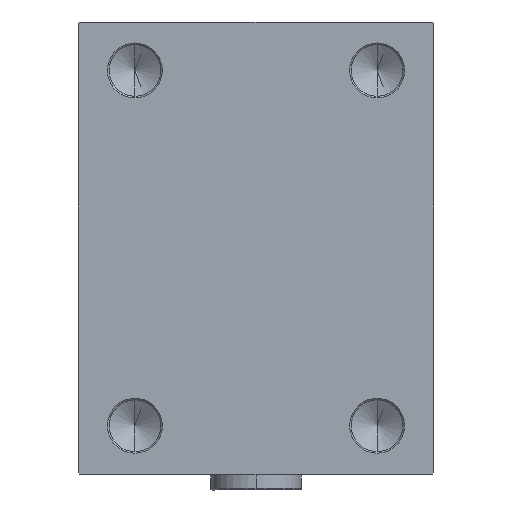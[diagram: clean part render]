
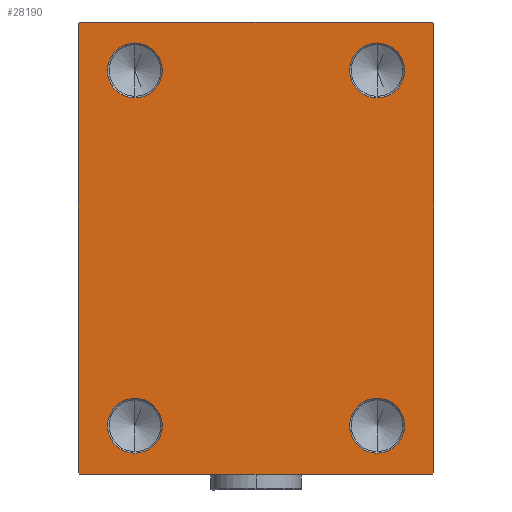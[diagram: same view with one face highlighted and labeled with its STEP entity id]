
A CAD part, left-side view. The second image highlights one B-rep face of the part: STEP entity #28190.
In plain terms, the highlighted face is planar.
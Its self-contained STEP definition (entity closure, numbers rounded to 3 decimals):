
#13 = AXIS2_PLACEMENT_3D ( 'NONE', #4683, #1144, #31051 ) ;
#216 = EDGE_CURVE ( 'NONE', #19691, #44034, #918, .T. ) ;
#290 = CARTESIAN_POINT ( 'NONE',  ( 133., 55., -69.5 ) ) ;
#649 = ORIENTED_EDGE ( 'NONE', *, *, #44326, .F. ) ;
#918 = CIRCLE ( 'NONE', #19749, 8.5 ) ;
#1111 = LINE ( 'NONE', #5343, #6503 ) ;
#1144 = DIRECTION ( 'NONE',  ( 1., 0., 0. ) ) ;
#1626 = EDGE_LOOP ( 'NONE', ( #649, #8972 ) ) ;
#1799 = DIRECTION ( 'NONE',  ( 0., -0.707, -0.707 ) ) ;
#1892 = VECTOR ( 'NONE', #33529, 1000. ) ;
#2546 = DIRECTION ( 'NONE',  ( 1., 0., 0. ) ) ;
#2908 = CARTESIAN_POINT ( 'NONE',  ( 133., 54.5, 70. ) ) ;
#2940 = LINE ( 'NONE', #34599, #36829 ) ;
#3184 = CARTESIAN_POINT ( 'NONE',  ( 133., -37.5, 55. ) ) ;
#3350 = VERTEX_POINT ( 'NONE', #2908 ) ;
#3757 = DIRECTION ( 'NONE',  ( 0., -1., 0. ) ) ;
#3770 = VERTEX_POINT ( 'NONE', #26075 ) ;
#3879 = CARTESIAN_POINT ( 'NONE',  ( 133., -37.5, -46.5 ) ) ;
#4475 = LINE ( 'NONE', #12498, #1892 ) ;
#4683 = CARTESIAN_POINT ( 'NONE',  ( 133., 37.5, -55. ) ) ;
#4906 = AXIS2_PLACEMENT_3D ( 'NONE', #19650, #34068, #41811 ) ;
#5135 = VECTOR ( 'NONE', #18757, 1000. ) ;
#5343 = CARTESIAN_POINT ( 'NONE',  ( 133., -62.25, 62.25 ) ) ;
#5646 = VERTEX_POINT ( 'NONE', #39619 ) ;
#6503 = VECTOR ( 'NONE', #1799, 1000. ) ;
#6673 = CARTESIAN_POINT ( 'NONE',  ( 133., 62.25, 62.25 ) ) ;
#7287 = VECTOR ( 'NONE', #24364, 1000. ) ;
#8032 = AXIS2_PLACEMENT_3D ( 'NONE', #35932, #32385, #21058 ) ;
#8353 = DIRECTION ( 'NONE',  ( 1., 0., 0. ) ) ;
#8454 = FACE_BOUND ( 'NONE', #1626, .T. ) ;
#8902 = EDGE_CURVE ( 'NONE', #14316, #5646, #44531, .T. ) ;
#8972 = ORIENTED_EDGE ( 'NONE', *, *, #11355, .F. ) ;
#9007 = VERTEX_POINT ( 'NONE', #40000 ) ;
#9377 = PLANE ( 'NONE',  #46413 ) ;
#9823 = ORIENTED_EDGE ( 'NONE', *, *, #216, .F. ) ;
#9979 = LINE ( 'NONE', #6673, #7287 ) ;
#10124 = VERTEX_POINT ( 'NONE', #43634 ) ;
#10704 = CIRCLE ( 'NONE', #22764, 8.5 ) ;
#11355 = EDGE_CURVE ( 'NONE', #33744, #3770, #42217, .T. ) ;
#11738 = VECTOR ( 'NONE', #30142, 1000. ) ;
#11799 = CIRCLE ( 'NONE', #20117, 8.5 ) ;
#11931 = ORIENTED_EDGE ( 'NONE', *, *, #23111, .T. ) ;
#11937 = LINE ( 'NONE', #15725, #11738 ) ;
#12360 = EDGE_CURVE ( 'NONE', #3350, #9007, #43653, .T. ) ;
#12498 = CARTESIAN_POINT ( 'NONE',  ( 133., 62.25, -62.25 ) ) ;
#12971 = CARTESIAN_POINT ( 'NONE',  ( 133., 55., 69.5 ) ) ;
#14316 = VERTEX_POINT ( 'NONE', #27904 ) ;
#14682 = CARTESIAN_POINT ( 'NONE',  ( 133., 37.5, 46.5 ) ) ;
#15051 = EDGE_LOOP ( 'NONE', ( #27537, #43764, #24077, #34082, #23738, #11931, #25210, #43758 ) ) ;
#15182 = VERTEX_POINT ( 'NONE', #37380 ) ;
#15725 = CARTESIAN_POINT ( 'NONE',  ( 133., -55., -70. ) ) ;
#15835 = EDGE_CURVE ( 'NONE', #10124, #42151, #10704, .T. ) ;
#18362 = ORIENTED_EDGE ( 'NONE', *, *, #43208, .F. ) ;
#18404 = CARTESIAN_POINT ( 'NONE',  ( 133., 55., 70. ) ) ;
#18754 = VERTEX_POINT ( 'NONE', #33762 ) ;
#18757 = DIRECTION ( 'NONE',  ( 0., 0., -1. ) ) ;
#19317 = CARTESIAN_POINT ( 'NONE',  ( 133., 0., 0. ) ) ;
#19321 = AXIS2_PLACEMENT_3D ( 'NONE', #29390, #8353, #28920 ) ;
#19448 = LINE ( 'NONE', #30332, #5135 ) ;
#19650 = CARTESIAN_POINT ( 'NONE',  ( 133., -37.5, -55. ) ) ;
#19691 = VERTEX_POINT ( 'NONE', #22647 ) ;
#19736 = DIRECTION ( 'NONE',  ( 1., 0., 0. ) ) ;
#19749 = AXIS2_PLACEMENT_3D ( 'NONE', #37679, #19736, #34153 ) ;
#20047 = CIRCLE ( 'NONE', #8032, 8.5 ) ;
#20117 = AXIS2_PLACEMENT_3D ( 'NONE', #36876, #25780, #43946 ) ;
#20416 = DIRECTION ( 'NONE',  ( 0., 0., 1. ) ) ;
#20533 = VERTEX_POINT ( 'NONE', #36612 ) ;
#20725 = ORIENTED_EDGE ( 'NONE', *, *, #42180, .F. ) ;
#21058 = DIRECTION ( 'NONE',  ( 0., 0., -1. ) ) ;
#22647 = CARTESIAN_POINT ( 'NONE',  ( 133., -37.5, -63.5 ) ) ;
#22651 = VERTEX_POINT ( 'NONE', #290 ) ;
#22764 = AXIS2_PLACEMENT_3D ( 'NONE', #35377, #2546, #41962 ) ;
#23111 = EDGE_CURVE ( 'NONE', #15182, #22651, #4475, .T. ) ;
#23538 = FACE_BOUND ( 'NONE', #32065, .T. ) ;
#23738 = ORIENTED_EDGE ( 'NONE', *, *, #28462, .T. ) ;
#23768 = DIRECTION ( 'NONE',  ( 1., 0., 0. ) ) ;
#23895 = VECTOR ( 'NONE', #31932, 1000. ) ;
#24077 = ORIENTED_EDGE ( 'NONE', *, *, #36139, .T. ) ;
#24364 = DIRECTION ( 'NONE',  ( 0., -0.707, 0.707 ) ) ;
#25210 = ORIENTED_EDGE ( 'NONE', *, *, #35920, .T. ) ;
#25780 = DIRECTION ( 'NONE',  ( 1., 0., 0. ) ) ;
#26075 = CARTESIAN_POINT ( 'NONE',  ( 133., 37.5, -46.5 ) ) ;
#26274 = ORIENTED_EDGE ( 'NONE', *, *, #8902, .F. ) ;
#27537 = ORIENTED_EDGE ( 'NONE', *, *, #12360, .T. ) ;
#27585 = EDGE_CURVE ( 'NONE', #44034, #19691, #38824, .T. ) ;
#27904 = CARTESIAN_POINT ( 'NONE',  ( 133., -37.5, 46.5 ) ) ;
#27963 = AXIS2_PLACEMENT_3D ( 'NONE', #3184, #46382, #31067 ) ;
#28190 = ADVANCED_FACE ( 'NONE', ( #45245, #40770, #23538, #8454, #37939 ), #9377, .T. ) ;
#28462 = EDGE_CURVE ( 'NONE', #18754, #15182, #11937, .T. ) ;
#28920 = DIRECTION ( 'NONE',  ( 0., 0., -1. ) ) ;
#28932 = CARTESIAN_POINT ( 'NONE',  ( 133., 37.5, -63.5 ) ) ;
#29390 = CARTESIAN_POINT ( 'NONE',  ( 133., -37.5, 55. ) ) ;
#30142 = DIRECTION ( 'NONE',  ( 0., 1., 0. ) ) ;
#30332 = CARTESIAN_POINT ( 'NONE',  ( 133., -55., 70. ) ) ;
#31051 = DIRECTION ( 'NONE',  ( 0., 0., -1. ) ) ;
#31067 = DIRECTION ( 'NONE',  ( 0., 0., -1. ) ) ;
#31932 = DIRECTION ( 'NONE',  ( 0., 0.707, -0.707 ) ) ;
#32065 = EDGE_LOOP ( 'NONE', ( #42064, #9823 ) ) ;
#32231 = EDGE_CURVE ( 'NONE', #20533, #18754, #46073, .T. ) ;
#32385 = DIRECTION ( 'NONE',  ( 1., 0., 0. ) ) ;
#33227 = VECTOR ( 'NONE', #3757, 1000. ) ;
#33529 = DIRECTION ( 'NONE',  ( 0., 0.707, 0.707 ) ) ;
#33728 = DIRECTION ( 'NONE',  ( 0., 0., -1. ) ) ;
#33744 = VERTEX_POINT ( 'NONE', #28932 ) ;
#33762 = CARTESIAN_POINT ( 'NONE',  ( 133., -54.5, -70. ) ) ;
#34068 = DIRECTION ( 'NONE',  ( 1., 0., 0. ) ) ;
#34082 = ORIENTED_EDGE ( 'NONE', *, *, #32231, .T. ) ;
#34153 = DIRECTION ( 'NONE',  ( 0., 0., -1. ) ) ;
#34599 = CARTESIAN_POINT ( 'NONE',  ( 133., 55., -70. ) ) ;
#35377 = CARTESIAN_POINT ( 'NONE',  ( 133., 37.5, 55. ) ) ;
#35920 = EDGE_CURVE ( 'NONE', #22651, #46158, #2940, .T. ) ;
#35932 = CARTESIAN_POINT ( 'NONE',  ( 133., 37.5, 55. ) ) ;
#35938 = CARTESIAN_POINT ( 'NONE',  ( 133., -62.25, -62.25 ) ) ;
#36139 = EDGE_CURVE ( 'NONE', #42059, #20533, #19448, .T. ) ;
#36612 = CARTESIAN_POINT ( 'NONE',  ( 133., -55., -69.5 ) ) ;
#36829 = VECTOR ( 'NONE', #20416, 1000. ) ;
#36876 = CARTESIAN_POINT ( 'NONE',  ( 133., 37.5, -55. ) ) ;
#37380 = CARTESIAN_POINT ( 'NONE',  ( 133., 54.5, -70. ) ) ;
#37679 = CARTESIAN_POINT ( 'NONE',  ( 133., -37.5, -55. ) ) ;
#37939 = FACE_OUTER_BOUND ( 'NONE', #15051, .T. ) ;
#38824 = CIRCLE ( 'NONE', #4906, 8.5 ) ;
#39619 = CARTESIAN_POINT ( 'NONE',  ( 133., -37.5, 63.5 ) ) ;
#39670 = CIRCLE ( 'NONE', #19321, 8.5 ) ;
#40000 = CARTESIAN_POINT ( 'NONE',  ( 133., -54.5, 70. ) ) ;
#40748 = CARTESIAN_POINT ( 'NONE',  ( 133., -55., 69.5 ) ) ;
#40770 = FACE_BOUND ( 'NONE', #43239, .T. ) ;
#41811 = DIRECTION ( 'NONE',  ( 0., 0., -1. ) ) ;
#41830 = ORIENTED_EDGE ( 'NONE', *, *, #15835, .F. ) ;
#41933 = EDGE_LOOP ( 'NONE', ( #41830, #20725 ) ) ;
#41962 = DIRECTION ( 'NONE',  ( 0., 0., -1. ) ) ;
#42059 = VERTEX_POINT ( 'NONE', #40748 ) ;
#42064 = ORIENTED_EDGE ( 'NONE', *, *, #27585, .F. ) ;
#42107 = EDGE_CURVE ( 'NONE', #9007, #42059, #1111, .T. ) ;
#42151 = VERTEX_POINT ( 'NONE', #14682 ) ;
#42180 = EDGE_CURVE ( 'NONE', #42151, #10124, #20047, .T. ) ;
#42217 = CIRCLE ( 'NONE', #13, 8.5 ) ;
#43208 = EDGE_CURVE ( 'NONE', #5646, #14316, #39670, .T. ) ;
#43239 = EDGE_LOOP ( 'NONE', ( #18362, #26274 ) ) ;
#43634 = CARTESIAN_POINT ( 'NONE',  ( 133., 37.5, 63.5 ) ) ;
#43653 = LINE ( 'NONE', #18404, #33227 ) ;
#43758 = ORIENTED_EDGE ( 'NONE', *, *, #44253, .T. ) ;
#43764 = ORIENTED_EDGE ( 'NONE', *, *, #42107, .T. ) ;
#43946 = DIRECTION ( 'NONE',  ( 0., 0., -1. ) ) ;
#44034 = VERTEX_POINT ( 'NONE', #3879 ) ;
#44253 = EDGE_CURVE ( 'NONE', #46158, #3350, #9979, .T. ) ;
#44326 = EDGE_CURVE ( 'NONE', #3770, #33744, #11799, .T. ) ;
#44531 = CIRCLE ( 'NONE', #27963, 8.5 ) ;
#45245 = FACE_BOUND ( 'NONE', #41933, .T. ) ;
#46073 = LINE ( 'NONE', #35938, #23895 ) ;
#46158 = VERTEX_POINT ( 'NONE', #12971 ) ;
#46382 = DIRECTION ( 'NONE',  ( 1., 0., 0. ) ) ;
#46413 = AXIS2_PLACEMENT_3D ( 'NONE', #19317, #23768, #33728 ) ;
